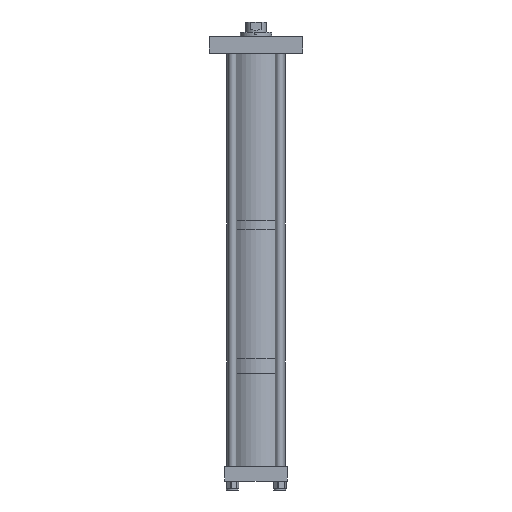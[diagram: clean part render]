
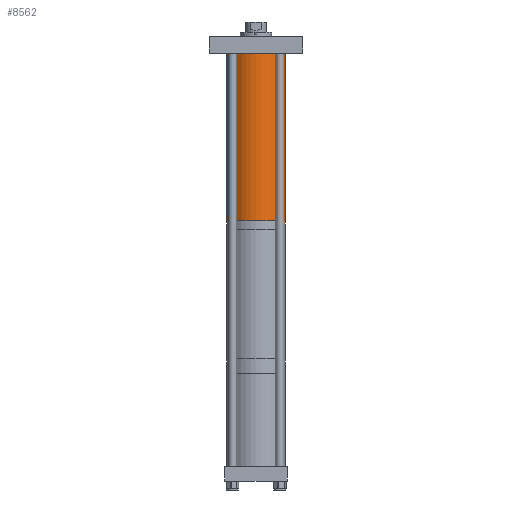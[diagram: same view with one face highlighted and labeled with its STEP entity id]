
A CAD part, front view. The second image highlights one B-rep face of the part: STEP entity #8562.
In plain terms, the highlighted cylindrical face has radius 88.9 mm (diameter 177.8 mm), a partial arc.
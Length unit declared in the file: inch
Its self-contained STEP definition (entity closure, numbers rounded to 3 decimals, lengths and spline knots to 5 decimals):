
#147 = LINE ( 'NONE', #6314, #8846 ) ;
#429 = DIRECTION ( 'NONE',  ( 1., 0., 0. ) ) ;
#681 = VECTOR ( 'NONE', #3374, 39.37008 ) ;
#1186 = LINE ( 'NONE', #8185, #681 ) ;
#1235 = EDGE_CURVE ( 'NONE', #3102, #7096, #5605, .T. ) ;
#1241 = FACE_OUTER_BOUND ( 'NONE', #10030, .T. ) ;
#1360 = ORIENTED_EDGE ( 'NONE', *, *, #7342, .F. ) ;
#1515 = ORIENTED_EDGE ( 'NONE', *, *, #5775, .T. ) ;
#2328 = ORIENTED_EDGE ( 'NONE', *, *, #1235, .F. ) ;
#2331 = CARTESIAN_POINT ( 'NONE',  ( -3.5, 0., 0. ) ) ;
#2752 = DIRECTION ( 'NONE',  ( -1., 0., 0. ) ) ;
#2851 = CYLINDRICAL_SURFACE ( 'NONE', #8867, 3.5 ) ;
#3102 = VERTEX_POINT ( 'NONE', #6469 ) ;
#3309 = DIRECTION ( 'NONE',  ( 0., 0., -1. ) ) ;
#3374 = DIRECTION ( 'NONE',  ( 0., 0., -1. ) ) ;
#3536 = CARTESIAN_POINT ( 'NONE',  ( 3.5, 0., 20.189 ) ) ;
#4000 = CARTESIAN_POINT ( 'NONE',  ( 3.5, 0., 0. ) ) ;
#4164 = EDGE_CURVE ( 'NONE', #3102, #9680, #1186, .T. ) ;
#5083 = DIRECTION ( 'NONE',  ( 1., 0., 0. ) ) ;
#5605 = CIRCLE ( 'NONE', #8400, 3.5 ) ;
#5688 = AXIS2_PLACEMENT_3D ( 'NONE', #9009, #7324, #5083 ) ;
#5706 = VERTEX_POINT ( 'NONE', #4000 ) ;
#5775 = EDGE_CURVE ( 'NONE', #9680, #5706, #9646, .T. ) ;
#6314 = CARTESIAN_POINT ( 'NONE',  ( 3.5, 0., 20.189 ) ) ;
#6469 = CARTESIAN_POINT ( 'NONE',  ( -3.5, 0., 20.189 ) ) ;
#7096 = VERTEX_POINT ( 'NONE', #3536 ) ;
#7324 = DIRECTION ( 'NONE',  ( 0., 0., 1. ) ) ;
#7342 = EDGE_CURVE ( 'NONE', #7096, #5706, #147, .T. ) ;
#7534 = CARTESIAN_POINT ( 'NONE',  ( 0., 0., 20.189 ) ) ;
#8185 = CARTESIAN_POINT ( 'NONE',  ( -3.5, 0., 20.189 ) ) ;
#8254 = DIRECTION ( 'NONE',  ( 0., 0., 1. ) ) ;
#8400 = AXIS2_PLACEMENT_3D ( 'NONE', #7534, #8254, #429 ) ;
#8562 = ADVANCED_FACE ( 'NONE', ( #1241 ), #2851, .T. ) ;
#8846 = VECTOR ( 'NONE', #3309, 39.37008 ) ;
#8867 = AXIS2_PLACEMENT_3D ( 'NONE', #10046, #9841, #2752 ) ;
#9009 = CARTESIAN_POINT ( 'NONE',  ( 0., 0., 0. ) ) ;
#9206 = ORIENTED_EDGE ( 'NONE', *, *, #4164, .T. ) ;
#9646 = CIRCLE ( 'NONE', #5688, 3.5 ) ;
#9680 = VERTEX_POINT ( 'NONE', #2331 ) ;
#9841 = DIRECTION ( 'NONE',  ( 0., 0., -1. ) ) ;
#10030 = EDGE_LOOP ( 'NONE', ( #1360, #2328, #9206, #1515 ) ) ;
#10046 = CARTESIAN_POINT ( 'NONE',  ( 0., 0., 20.189 ) ) ;
